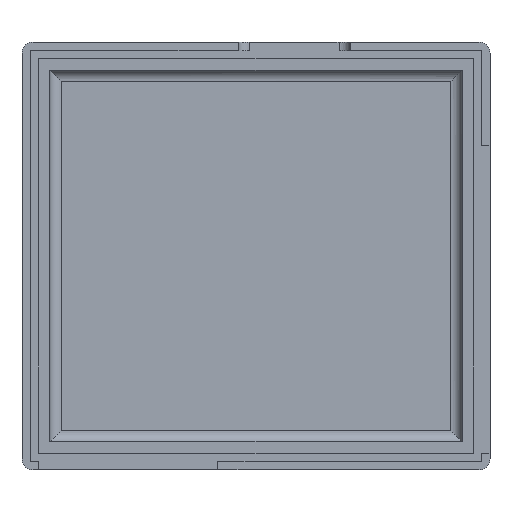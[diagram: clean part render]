
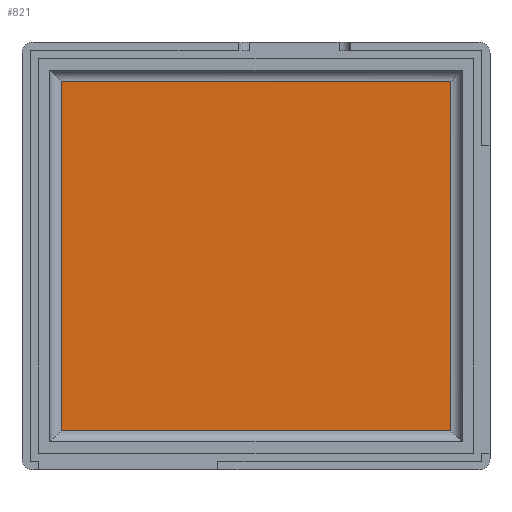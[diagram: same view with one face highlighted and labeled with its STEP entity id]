
A CAD part, top view. The second image highlights one B-rep face of the part: STEP entity #821.
In plain terms, the highlighted planar face has unit normal (0, 0, 1).
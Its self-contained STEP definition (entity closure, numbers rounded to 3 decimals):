
#35=PLANE('',#930);
#86=LINE('',#1298,#178);
#89=LINE('',#1311,#181);
#90=LINE('',#1314,#182);
#92=LINE('',#1317,#184);
#178=VECTOR('',#1059,10.);
#181=VECTOR('',#1070,10.);
#182=VECTOR('',#1075,10.);
#184=VECTOR('',#1079,10.);
#279=FACE_OUTER_BOUND('',#327,.T.);
#327=EDGE_LOOP('',(#654,#655,#656,#657));
#403=VERTEX_POINT('',#1296);
#404=VERTEX_POINT('',#1297);
#409=VERTEX_POINT('',#1308);
#410=VERTEX_POINT('',#1310);
#490=EDGE_CURVE('',#403,#404,#86,.T.);
#496=EDGE_CURVE('',#409,#410,#89,.T.);
#498=EDGE_CURVE('',#404,#409,#90,.T.);
#500=EDGE_CURVE('',#410,#403,#92,.T.);
#654=ORIENTED_EDGE('',*,*,#496,.F.);
#655=ORIENTED_EDGE('',*,*,#498,.F.);
#656=ORIENTED_EDGE('',*,*,#490,.F.);
#657=ORIENTED_EDGE('',*,*,#500,.F.);
#821=ADVANCED_FACE('',(#279),#35,.F.);
#930=AXIS2_PLACEMENT_3D('',#1329,#1090,#1091);
#1059=DIRECTION('',(1.,0.,0.));
#1070=DIRECTION('',(-1.,0.,0.));
#1075=DIRECTION('',(0.,-1.,0.));
#1079=DIRECTION('',(0.,1.,0.));
#1090=DIRECTION('center_axis',(0.,0.,-1.));
#1091=DIRECTION('ref_axis',(-1.,0.,0.));
#1296=CARTESIAN_POINT('',(16.038,4.727,-9.786));
#1297=CARTESIAN_POINT('',(50.838,4.727,-9.786));
#1298=CARTESIAN_POINT('',(24.238,4.727,-9.786));
#1308=CARTESIAN_POINT('',(50.838,-26.473,-9.786));
#1310=CARTESIAN_POINT('',(16.038,-26.473,-9.786));
#1311=CARTESIAN_POINT('',(42.638,-26.473,-9.786));
#1314=CARTESIAN_POINT('',(50.838,-2.573,-9.786));
#1317=CARTESIAN_POINT('',(16.038,-19.173,-9.786));
#1329=CARTESIAN_POINT('Origin',(33.438,-10.873,-9.786));
